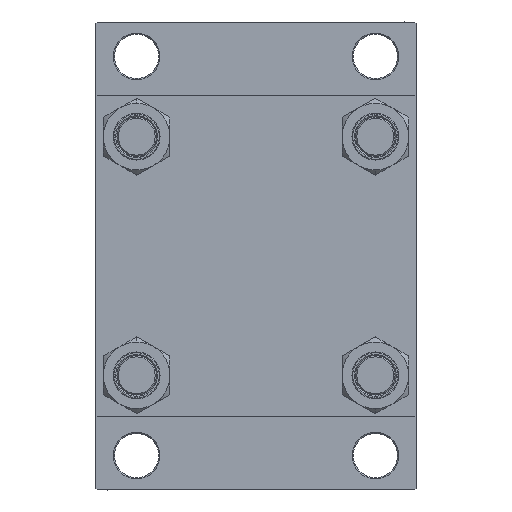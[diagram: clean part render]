
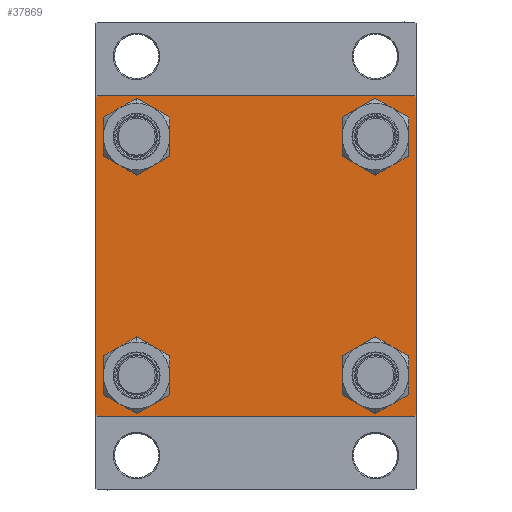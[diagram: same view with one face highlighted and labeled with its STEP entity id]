
A CAD part, left-side view. The second image highlights one B-rep face of the part: STEP entity #37869.
In plain terms, the highlighted planar face has unit normal (-1, 0, 0).
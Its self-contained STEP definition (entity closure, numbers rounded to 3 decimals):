
#49 = DIRECTION ( 'NONE',  ( 0., 0., 1. ) ) ;
#138 = LINE ( 'NONE', #3314, #12290 ) ;
#529 = CARTESIAN_POINT ( 'NONE',  ( 0., 65., 64.5 ) ) ;
#1004 = EDGE_CURVE ( 'NONE', #48279, #6657, #37216, .T. ) ;
#1103 = VERTEX_POINT ( 'NONE', #14258 ) ;
#1122 = EDGE_CURVE ( 'NONE', #42279, #17290, #21840, .T. ) ;
#1311 = DIRECTION ( 'NONE',  ( 0., 0., 1. ) ) ;
#1411 = DIRECTION ( 'NONE',  ( 0., 0.707, 0.707 ) ) ;
#2293 = CARTESIAN_POINT ( 'NONE',  ( 0., 48.45, -39.95 ) ) ;
#2486 = CIRCLE ( 'NONE', #25937, 8.5 ) ;
#2660 = CIRCLE ( 'NONE', #15941, 8.5 ) ;
#2728 = CARTESIAN_POINT ( 'NONE',  ( 0., 64.5, 65. ) ) ;
#2792 = CIRCLE ( 'NONE', #42639, 8.5 ) ;
#3314 = CARTESIAN_POINT ( 'NONE',  ( 0., 65., 65. ) ) ;
#3953 = LINE ( 'NONE', #33108, #5474 ) ;
#5099 = DIRECTION ( 'NONE',  ( 1., 0., 0. ) ) ;
#5125 = VECTOR ( 'NONE', #28464, 1000. ) ;
#5314 = ORIENTED_EDGE ( 'NONE', *, *, #44778, .T. ) ;
#5474 = VECTOR ( 'NONE', #48060, 1000. ) ;
#5708 = PLANE ( 'NONE',  #46762 ) ;
#6657 = VERTEX_POINT ( 'NONE', #13424 ) ;
#6988 = DIRECTION ( 'NONE',  ( 0., -1., 0. ) ) ;
#7192 = DIRECTION ( 'NONE',  ( 0., 0., 1. ) ) ;
#7634 = VERTEX_POINT ( 'NONE', #46685 ) ;
#7641 = DIRECTION ( 'NONE',  ( 1., 0., 0. ) ) ;
#7676 = CARTESIAN_POINT ( 'NONE',  ( 0., 48.45, -56.95 ) ) ;
#7852 = ORIENTED_EDGE ( 'NONE', *, *, #45737, .T. ) ;
#8044 = ORIENTED_EDGE ( 'NONE', *, *, #20222, .T. ) ;
#8105 = FACE_BOUND ( 'NONE', #20487, .T. ) ;
#8120 = CARTESIAN_POINT ( 'NONE',  ( 0., 65., 65. ) ) ;
#8157 = CARTESIAN_POINT ( 'NONE',  ( 0., -64.5, 65. ) ) ;
#8286 = AXIS2_PLACEMENT_3D ( 'NONE', #27257, #27983, #1311 ) ;
#8888 = DIRECTION ( 'NONE',  ( 1., 0., 0. ) ) ;
#8934 = VERTEX_POINT ( 'NONE', #37295 ) ;
#9717 = EDGE_CURVE ( 'NONE', #1103, #47425, #39830, .T. ) ;
#9951 = ORIENTED_EDGE ( 'NONE', *, *, #35369, .F. ) ;
#11206 = ORIENTED_EDGE ( 'NONE', *, *, #42003, .T. ) ;
#11306 = LINE ( 'NONE', #8120, #35988 ) ;
#11347 = ORIENTED_EDGE ( 'NONE', *, *, #1004, .T. ) ;
#11443 = VERTEX_POINT ( 'NONE', #23903 ) ;
#12290 = VECTOR ( 'NONE', #6988, 1000. ) ;
#12413 = LINE ( 'NONE', #42295, #21240 ) ;
#12543 = VERTEX_POINT ( 'NONE', #2293 ) ;
#13011 = LINE ( 'NONE', #35535, #32804 ) ;
#13110 = CARTESIAN_POINT ( 'NONE',  ( 0., 65., -64.5 ) ) ;
#13262 = ORIENTED_EDGE ( 'NONE', *, *, #43588, .T. ) ;
#13424 = CARTESIAN_POINT ( 'NONE',  ( 0., 48.45, 56.95 ) ) ;
#13622 = AXIS2_PLACEMENT_3D ( 'NONE', #33356, #7641, #44622 ) ;
#14176 = DIRECTION ( 'NONE',  ( 1., 0., 0. ) ) ;
#14258 = CARTESIAN_POINT ( 'NONE',  ( 0., -48.45, -39.95 ) ) ;
#15234 = CARTESIAN_POINT ( 'NONE',  ( 0., 64.5, -65. ) ) ;
#15326 = EDGE_CURVE ( 'NONE', #12543, #30139, #2486, .T. ) ;
#15480 = AXIS2_PLACEMENT_3D ( 'NONE', #33253, #14176, #21524 ) ;
#15941 = AXIS2_PLACEMENT_3D ( 'NONE', #40502, #21419, #7192 ) ;
#16410 = DIRECTION ( 'NONE',  ( 0., 0., -1. ) ) ;
#16481 = DIRECTION ( 'NONE',  ( 0., 0., 1. ) ) ;
#17290 = VERTEX_POINT ( 'NONE', #15234 ) ;
#17568 = CARTESIAN_POINT ( 'NONE',  ( 0., -48.45, -56.95 ) ) ;
#18160 = CARTESIAN_POINT ( 'NONE',  ( 0., 64.75, -64.75 ) ) ;
#18211 = VERTEX_POINT ( 'NONE', #2728 ) ;
#19482 = CARTESIAN_POINT ( 'NONE',  ( 0., -64.75, -64.75 ) ) ;
#19562 = CARTESIAN_POINT ( 'NONE',  ( 0., 48.45, -48.45 ) ) ;
#20222 = EDGE_CURVE ( 'NONE', #6657, #48279, #2660, .T. ) ;
#20403 = FACE_OUTER_BOUND ( 'NONE', #25865, .T. ) ;
#20487 = EDGE_LOOP ( 'NONE', ( #31594, #13262 ) ) ;
#21240 = VECTOR ( 'NONE', #1411, 1000. ) ;
#21419 = DIRECTION ( 'NONE',  ( 1., 0., 0. ) ) ;
#21430 = CIRCLE ( 'NONE', #13622, 8.5 ) ;
#21524 = DIRECTION ( 'NONE',  ( 0., 0., 1. ) ) ;
#21829 = VERTEX_POINT ( 'NONE', #23804 ) ;
#21840 = LINE ( 'NONE', #18160, #5125 ) ;
#22593 = DIRECTION ( 'NONE',  ( 0., 0., 1. ) ) ;
#22763 = DIRECTION ( 'NONE',  ( 0., 0., 1. ) ) ;
#23062 = DIRECTION ( 'NONE',  ( 0., 0., -1. ) ) ;
#23080 = DIRECTION ( 'NONE',  ( 1., 0., 0. ) ) ;
#23167 = LINE ( 'NONE', #19482, #35323 ) ;
#23488 = ORIENTED_EDGE ( 'NONE', *, *, #24343, .T. ) ;
#23804 = CARTESIAN_POINT ( 'NONE',  ( 0., -48.45, 56.95 ) ) ;
#23903 = CARTESIAN_POINT ( 'NONE',  ( 0., -65., -64.5 ) ) ;
#24343 = EDGE_CURVE ( 'NONE', #21829, #8934, #21430, .T. ) ;
#24371 = CARTESIAN_POINT ( 'NONE',  ( 0., -64.5, -65. ) ) ;
#25440 = ORIENTED_EDGE ( 'NONE', *, *, #27286, .F. ) ;
#25855 = AXIS2_PLACEMENT_3D ( 'NONE', #33601, #23080, #22593 ) ;
#25865 = EDGE_LOOP ( 'NONE', ( #26159, #41291, #40255, #7852, #25440, #5314, #9951, #11206 ) ) ;
#25937 = AXIS2_PLACEMENT_3D ( 'NONE', #27500, #8888, #32137 ) ;
#26159 = ORIENTED_EDGE ( 'NONE', *, *, #41977, .T. ) ;
#26660 = VERTEX_POINT ( 'NONE', #24371 ) ;
#27257 = CARTESIAN_POINT ( 'NONE',  ( 0., 48.45, 48.45 ) ) ;
#27286 = EDGE_CURVE ( 'NONE', #7634, #11443, #35261, .T. ) ;
#27500 = CARTESIAN_POINT ( 'NONE',  ( 0., 48.45, -48.45 ) ) ;
#27688 = CARTESIAN_POINT ( 'NONE',  ( 0., -65., 65. ) ) ;
#27983 = DIRECTION ( 'NONE',  ( 1., 0., 0. ) ) ;
#28207 = EDGE_CURVE ( 'NONE', #30139, #12543, #2792, .T. ) ;
#28464 = DIRECTION ( 'NONE',  ( 0., -0.707, -0.707 ) ) ;
#28617 = EDGE_LOOP ( 'NONE', ( #23488, #35675 ) ) ;
#29418 = VERTEX_POINT ( 'NONE', #8157 ) ;
#29771 = CIRCLE ( 'NONE', #25855, 8.5 ) ;
#30139 = VERTEX_POINT ( 'NONE', #7676 ) ;
#31018 = EDGE_LOOP ( 'NONE', ( #8044, #11347 ) ) ;
#31594 = ORIENTED_EDGE ( 'NONE', *, *, #9717, .T. ) ;
#32137 = DIRECTION ( 'NONE',  ( 0., 0., 1. ) ) ;
#32804 = VECTOR ( 'NONE', #42649, 1000. ) ;
#32864 = CARTESIAN_POINT ( 'NONE',  ( 0., -48.45, -48.45 ) ) ;
#33108 = CARTESIAN_POINT ( 'NONE',  ( 0., 64.75, 64.75 ) ) ;
#33253 = CARTESIAN_POINT ( 'NONE',  ( 0., -48.45, 48.45 ) ) ;
#33356 = CARTESIAN_POINT ( 'NONE',  ( 0., -48.45, 48.45 ) ) ;
#33601 = CARTESIAN_POINT ( 'NONE',  ( 0., -48.45, -48.45 ) ) ;
#34093 = EDGE_LOOP ( 'NONE', ( #40449, #41413 ) ) ;
#34422 = DIRECTION ( 'NONE',  ( 0., -0.707, 0.707 ) ) ;
#35261 = LINE ( 'NONE', #27688, #44182 ) ;
#35323 = VECTOR ( 'NONE', #34422, 1000. ) ;
#35369 = EDGE_CURVE ( 'NONE', #18211, #29418, #138, .T. ) ;
#35535 = CARTESIAN_POINT ( 'NONE',  ( 0., 65., -65. ) ) ;
#35675 = ORIENTED_EDGE ( 'NONE', *, *, #37032, .T. ) ;
#35823 = FACE_BOUND ( 'NONE', #31018, .T. ) ;
#35988 = VECTOR ( 'NONE', #23062, 1000. ) ;
#36580 = CIRCLE ( 'NONE', #15480, 8.5 ) ;
#37032 = EDGE_CURVE ( 'NONE', #8934, #21829, #36580, .T. ) ;
#37216 = CIRCLE ( 'NONE', #8286, 8.5 ) ;
#37295 = CARTESIAN_POINT ( 'NONE',  ( 0., -48.45, 39.95 ) ) ;
#37779 = VERTEX_POINT ( 'NONE', #529 ) ;
#37869 = ADVANCED_FACE ( 'NONE', ( #41655, #8105, #37972, #35823, #20403 ), #5708, .T. ) ;
#37972 = FACE_BOUND ( 'NONE', #34093, .T. ) ;
#39830 = CIRCLE ( 'NONE', #42190, 8.5 ) ;
#40046 = EDGE_CURVE ( 'NONE', #17290, #26660, #13011, .T. ) ;
#40255 = ORIENTED_EDGE ( 'NONE', *, *, #40046, .T. ) ;
#40449 = ORIENTED_EDGE ( 'NONE', *, *, #15326, .T. ) ;
#40502 = CARTESIAN_POINT ( 'NONE',  ( 0., 48.45, 48.45 ) ) ;
#41291 = ORIENTED_EDGE ( 'NONE', *, *, #1122, .T. ) ;
#41413 = ORIENTED_EDGE ( 'NONE', *, *, #28207, .T. ) ;
#41655 = FACE_BOUND ( 'NONE', #28617, .T. ) ;
#41977 = EDGE_CURVE ( 'NONE', #37779, #42279, #11306, .T. ) ;
#42003 = EDGE_CURVE ( 'NONE', #18211, #37779, #3953, .T. ) ;
#42190 = AXIS2_PLACEMENT_3D ( 'NONE', #32864, #48055, #49 ) ;
#42279 = VERTEX_POINT ( 'NONE', #13110 ) ;
#42295 = CARTESIAN_POINT ( 'NONE',  ( 0., -64.75, 64.75 ) ) ;
#42639 = AXIS2_PLACEMENT_3D ( 'NONE', #19562, #5099, #22763 ) ;
#42649 = DIRECTION ( 'NONE',  ( 0., -1., 0. ) ) ;
#43414 = CARTESIAN_POINT ( 'NONE',  ( 0., 0., 0. ) ) ;
#43588 = EDGE_CURVE ( 'NONE', #47425, #1103, #29771, .T. ) ;
#44182 = VECTOR ( 'NONE', #16410, 1000. ) ;
#44622 = DIRECTION ( 'NONE',  ( 0., 0., 1. ) ) ;
#44778 = EDGE_CURVE ( 'NONE', #7634, #29418, #12413, .T. ) ;
#45737 = EDGE_CURVE ( 'NONE', #26660, #11443, #23167, .T. ) ;
#46612 = DIRECTION ( 'NONE',  ( -1., 0., 0. ) ) ;
#46685 = CARTESIAN_POINT ( 'NONE',  ( 0., -65., 64.5 ) ) ;
#46762 = AXIS2_PLACEMENT_3D ( 'NONE', #43414, #46612, #16481 ) ;
#47425 = VERTEX_POINT ( 'NONE', #17568 ) ;
#47710 = CARTESIAN_POINT ( 'NONE',  ( 0., 48.45, 39.95 ) ) ;
#48055 = DIRECTION ( 'NONE',  ( 1., 0., 0. ) ) ;
#48060 = DIRECTION ( 'NONE',  ( 0., 0.707, -0.707 ) ) ;
#48279 = VERTEX_POINT ( 'NONE', #47710 ) ;
